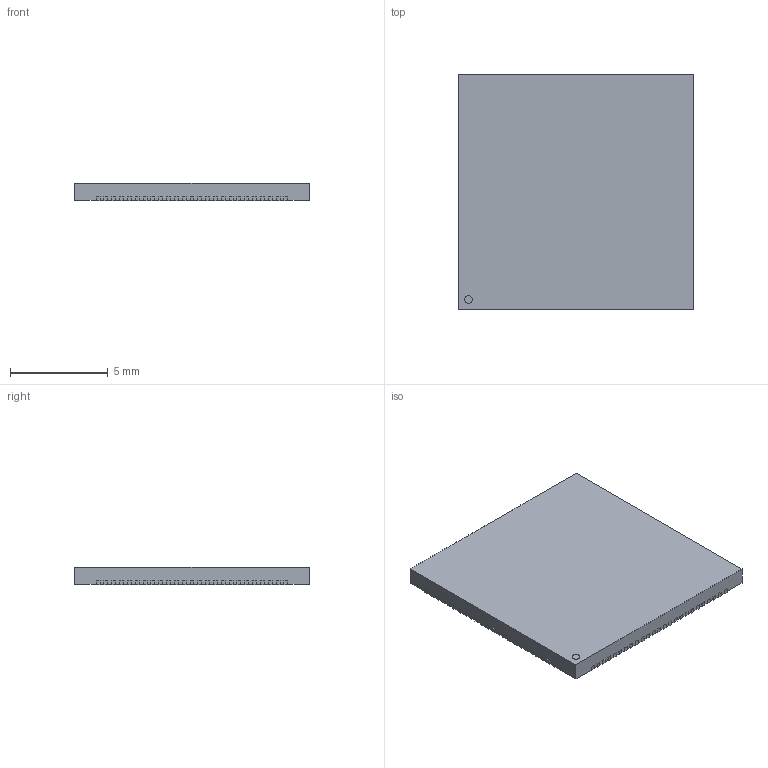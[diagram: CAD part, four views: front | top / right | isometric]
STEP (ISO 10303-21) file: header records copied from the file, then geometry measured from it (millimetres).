
FILE_DESCRIPTION (( 'STEP AP214' ), '1' );
FILE_NAME ('C84ED941-47D9-439A-9549-982DB5C36E57.STEP', '2024-07-04T13:17:35', ( '' ), ( '' ), 'SwSTEP 2.0', 'SolidWorks 2022', '' );
FILE_SCHEMA (( 'AUTOMOTIVE_DESIGN' ));
Length unit declared in the file: millimetre
Products named in the file (1): C84ED941-47D9-439A-9549-982DB5C36E57
Bounding box: 12.04 x 12.04 x 0.9 mm (x, y, z)
Volume: 128.9 mm3; surface area: 334.8 mm2
Topology: 1 solids, 1 shells, 818 faces, 2442 edges, 1628 vertices
Faces by surface type: plane 613, cylinder 205
Entity records: 27449 total; most frequent: CARTESIAN_POINT 4889, ORIENTED_EDGE 4884, DIRECTION 4490, EDGE_CURVE 2442, LINE 2032, VECTOR 2032, VERTEX_POINT 1628, AXIS2_PLACEMENT_3D 1229
